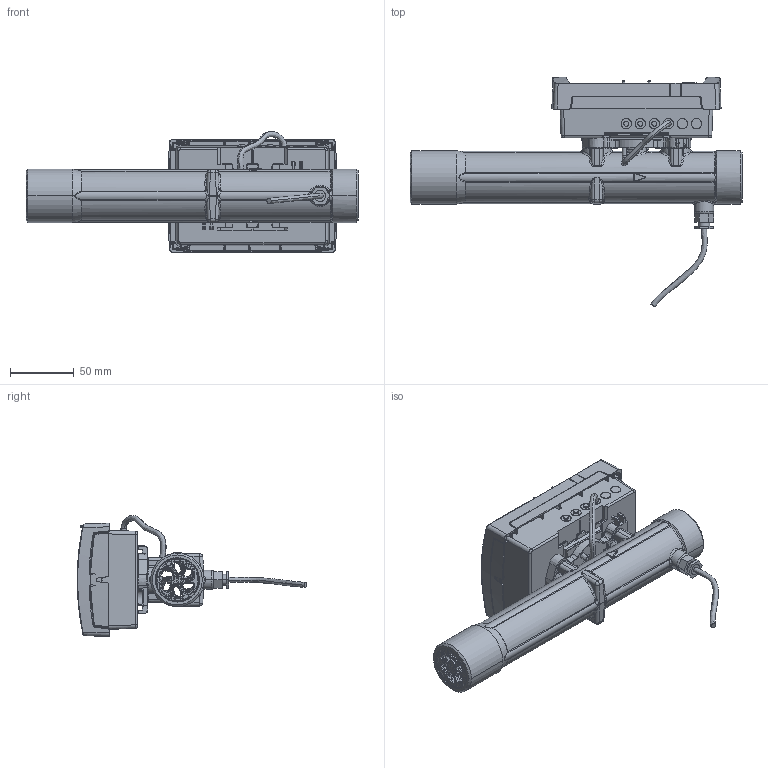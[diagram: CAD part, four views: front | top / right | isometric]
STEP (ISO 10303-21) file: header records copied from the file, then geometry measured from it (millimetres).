
FILE_DESCRIPTION((''),'2;1');
FILE_NAME('SONOSAFE_SELECT_DN25_260_ASM','2021-10-07T10:27:03',('U240466'),('Danfoss'),'CREO PARAMETRIC BY PTC INC, 2020342','CREO PARAMETRIC BY PTC INC, 2020342','');
FILE_SCHEMA(('CONFIG_CONTROL_DESIGN'));
Products named in the file (13): 014U3029_SR_SW2_1; 014U4068_1; 014U4145_1; OLD_TEMPSENSOR_001_1_1; OLD_TEMPSENSOR_001_1_2; OLD_TEMPSENSOR_001_1_3; OLD_TEMPSENSOR_001_1_4; OLD_TEMPSENSOR_001_1_ASM; 014U4175_SW1_1; DN25_260_ASM_1_ASM; SENSOR_SIZE_ASM_1_ASM; 3D_CONFIG_ASM_1_ASM; SONOSAFE_SELECT_DN25_260_ASM
Assembly tree (13 placements, depth 6):
  SONOSAFE_SELECT_DN25_260_ASM
    3D_CONFIG_ASM_1_ASM
      014U3029_SR_SW2_1
      014U4068_1  x2
      SENSOR_SIZE_ASM_1_ASM
        DN25_260_ASM_1_ASM
          014U4145_1
          OLD_TEMPSENSOR_001_1_ASM
            OLD_TEMPSENSOR_001_1_1
            OLD_TEMPSENSOR_001_1_2
            OLD_TEMPSENSOR_001_1_3
            OLD_TEMPSENSOR_001_1_4
          014U4175_SW1_1
Bounding box: 260 x 179.88 x 94.77 mm (x, y, z)
Volume: 563210.6 mm3; surface area: 142286.1 mm2
Topology: 9 solids, 19 shells, 5773 faces, 12081 edges, 6159 vertices
Faces by surface type: plane 3495, cylinder 1114, bspline 466, torus 293, sphere 211, cone 168, extrusion 26
Entity records: 181558 total; most frequent: CARTESIAN_POINT 68072, ORIENTED_EDGE 23544, DIRECTION 22439, EDGE_CURVE 11786, AXIS2_PLACEMENT_3D 7518, VECTOR 7403, LINE 7377, VERTEX_POINT 6075
